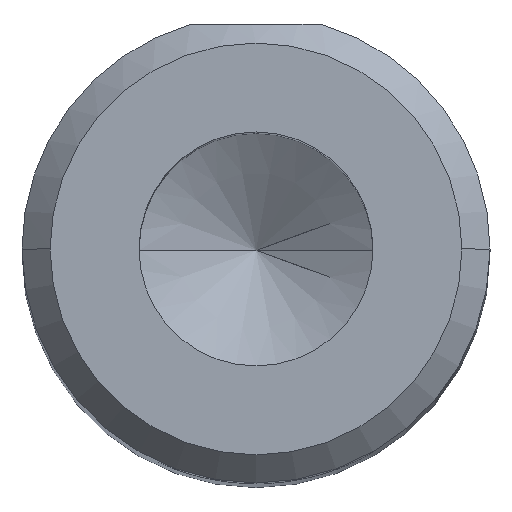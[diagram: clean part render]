
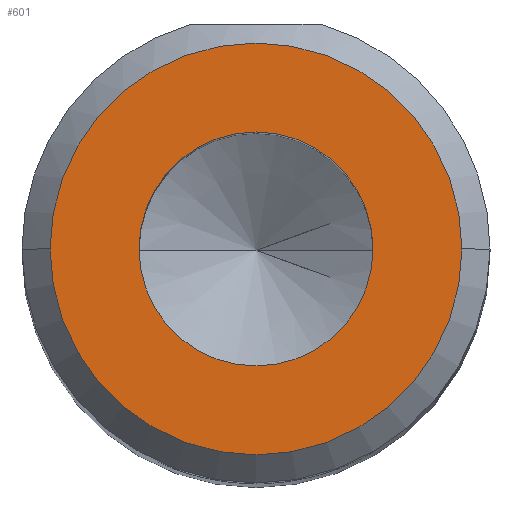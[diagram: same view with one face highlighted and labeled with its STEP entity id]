
A CAD part, top view. The second image highlights one B-rep face of the part: STEP entity #601.
In plain terms, the highlighted planar face has unit normal (0, 0, 1).
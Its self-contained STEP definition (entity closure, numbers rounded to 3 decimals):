
#6 = AXIS2_PLACEMENT_3D ( 'NONE', #164, #813, #259 ) ;
#11 = CIRCLE ( 'NONE', #6, 1.25 ) ;
#20 = CARTESIAN_POINT ( 'NONE',  ( 0., 0., 15. ) ) ;
#27 = DIRECTION ( 'NONE',  ( 0., 0., 1. ) ) ;
#155 = AXIS2_PLACEMENT_3D ( 'NONE', #521, #1173, #614 ) ;
#164 = CARTESIAN_POINT ( 'NONE',  ( 0., 0., 15. ) ) ;
#230 = PLANE ( 'NONE',  #256 ) ;
#256 = AXIS2_PLACEMENT_3D ( 'NONE', #20, #326, #975 ) ;
#259 = DIRECTION ( 'NONE',  ( 1., 0., 0. ) ) ;
#286 = CARTESIAN_POINT ( 'NONE',  ( -1.25, 0., 15. ) ) ;
#315 = CIRCLE ( 'NONE', #155, 2.2 ) ;
#326 = DIRECTION ( 'NONE',  ( 0., 0., 1. ) ) ;
#356 = CARTESIAN_POINT ( 'NONE',  ( -2.2, 0., 15. ) ) ;
#415 = AXIS2_PLACEMENT_3D ( 'NONE', #977, #425, #1076 ) ;
#425 = DIRECTION ( 'NONE',  ( 0., 0., 1. ) ) ;
#520 = FACE_BOUND ( 'NONE', #766, .T. ) ;
#521 = CARTESIAN_POINT ( 'NONE',  ( 0., 0., 15. ) ) ;
#544 = CARTESIAN_POINT ( 'NONE',  ( 1.25, 0., 15. ) ) ;
#550 = CIRCLE ( 'NONE', #654, 1.25 ) ;
#601 = ADVANCED_FACE ( 'NONE', ( #698, #520 ), #230, .T. ) ;
#606 = CARTESIAN_POINT ( 'NONE',  ( 0., 0., 15. ) ) ;
#614 = DIRECTION ( 'NONE',  ( 1., 0., 0. ) ) ;
#625 = ORIENTED_EDGE ( 'NONE', *, *, #1134, .F. ) ;
#648 = ORIENTED_EDGE ( 'NONE', *, *, #901, .F. ) ;
#654 = AXIS2_PLACEMENT_3D ( 'NONE', #606, #27, #692 ) ;
#691 = VERTEX_POINT ( 'NONE', #356 ) ;
#692 = DIRECTION ( 'NONE',  ( 1., 0., 0. ) ) ;
#698 = FACE_OUTER_BOUND ( 'NONE', #761, .T. ) ;
#734 = ORIENTED_EDGE ( 'NONE', *, *, #834, .T. ) ;
#761 = EDGE_LOOP ( 'NONE', ( #783, #734 ) ) ;
#766 = EDGE_LOOP ( 'NONE', ( #625, #648 ) ) ;
#783 = ORIENTED_EDGE ( 'NONE', *, *, #1124, .T. ) ;
#795 = CIRCLE ( 'NONE', #415, 2.2 ) ;
#813 = DIRECTION ( 'NONE',  ( 0., 0., 1. ) ) ;
#834 = EDGE_CURVE ( 'NONE', #1229, #691, #315, .T. ) ;
#899 = VERTEX_POINT ( 'NONE', #544 ) ;
#901 = EDGE_CURVE ( 'NONE', #1017, #899, #11, .T. ) ;
#975 = DIRECTION ( 'NONE',  ( 1., 0., 0. ) ) ;
#977 = CARTESIAN_POINT ( 'NONE',  ( 0., 0., 15. ) ) ;
#1017 = VERTEX_POINT ( 'NONE', #286 ) ;
#1076 = DIRECTION ( 'NONE',  ( 1., 0., 0. ) ) ;
#1124 = EDGE_CURVE ( 'NONE', #691, #1229, #795, .T. ) ;
#1134 = EDGE_CURVE ( 'NONE', #899, #1017, #550, .T. ) ;
#1173 = DIRECTION ( 'NONE',  ( 0., 0., 1. ) ) ;
#1198 = CARTESIAN_POINT ( 'NONE',  ( 2.2, 0., 15. ) ) ;
#1229 = VERTEX_POINT ( 'NONE', #1198 ) ;
